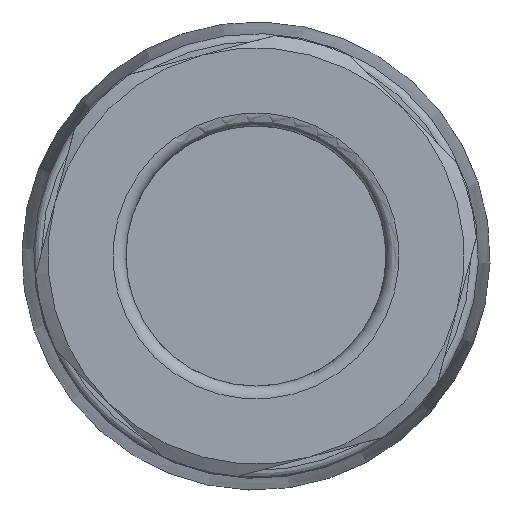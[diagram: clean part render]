
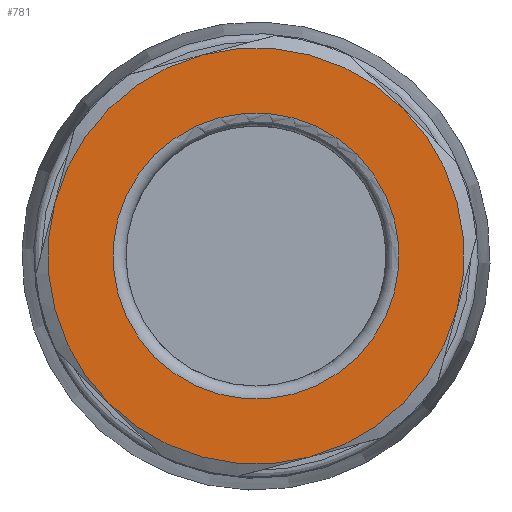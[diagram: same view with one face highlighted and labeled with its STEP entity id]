
A CAD part, front view. The second image highlights one B-rep face of the part: STEP entity #781.
In plain terms, the highlighted planar face has unit normal (0, -1, 0).
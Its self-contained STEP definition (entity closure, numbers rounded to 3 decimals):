
#655=PLANE('',#2208);
#781=ADVANCED_FACE('',(#952,#953),#655,.T.);
#952=FACE_BOUND('',#1128,.T.);
#953=FACE_BOUND('',#1129,.T.);
#1128=EDGE_LOOP('',(#1484));
#1129=EDGE_LOOP('',(#1485,#1486,#1487,#1488,#1489,#1490));
#1484=ORIENTED_EDGE('',*,*,#1885,.T.);
#1485=ORIENTED_EDGE('',*,*,#1856,.T.);
#1486=ORIENTED_EDGE('',*,*,#1858,.T.);
#1487=ORIENTED_EDGE('',*,*,#1866,.T.);
#1488=ORIENTED_EDGE('',*,*,#1870,.T.);
#1489=ORIENTED_EDGE('',*,*,#1876,.T.);
#1490=ORIENTED_EDGE('',*,*,#1882,.T.);
#1675=VERTEX_POINT('',#4039);
#1676=VERTEX_POINT('',#4041);
#1677=VERTEX_POINT('',#4048);
#1680=VERTEX_POINT('',#4072);
#1683=VERTEX_POINT('',#4082);
#1686=VERTEX_POINT('',#4099);
#1689=VERTEX_POINT('',#4126);
#1856=EDGE_CURVE('',#1676,#1675,#1994,.T.);
#1858=EDGE_CURVE('',#1675,#1677,#1995,.T.);
#1866=EDGE_CURVE('',#1677,#1680,#1997,.T.);
#1870=EDGE_CURVE('',#1680,#1683,#1999,.T.);
#1876=EDGE_CURVE('',#1683,#1686,#2001,.T.);
#1882=EDGE_CURVE('',#1686,#1676,#2003,.T.);
#1885=EDGE_CURVE('',#1689,#1689,#2004,.T.);
#1994=CIRCLE('',#2187,8.);
#1995=CIRCLE('',#2189,8.);
#1997=CIRCLE('',#2193,8.);
#1999=CIRCLE('',#2197,8.);
#2001=CIRCLE('',#2201,8.);
#2003=CIRCLE('',#2205,8.);
#2004=CIRCLE('',#2207,5.5);
#2187=AXIS2_PLACEMENT_3D('',#4040,#2632,#2633);
#2189=AXIS2_PLACEMENT_3D('',#4047,#2636,#2637);
#2193=AXIS2_PLACEMENT_3D('',#4073,#2646,#2647);
#2197=AXIS2_PLACEMENT_3D('',#4081,#2656,#2657);
#2201=AXIS2_PLACEMENT_3D('',#4098,#2666,#2667);
#2205=AXIS2_PLACEMENT_3D('',#4115,#2676,#2677);
#2207=AXIS2_PLACEMENT_3D('',#4125,#2680,#2681);
#2208=AXIS2_PLACEMENT_3D('',#4127,#2682,#2683);
#2632=DIRECTION('',(0.,-1.,0.));
#2633=DIRECTION('',(0.707,0.,-0.707));
#2636=DIRECTION('',(0.,-1.,0.));
#2637=DIRECTION('',(0.707,0.,-0.707));
#2646=DIRECTION('',(0.,-1.,0.));
#2647=DIRECTION('',(0.707,0.,-0.707));
#2656=DIRECTION('',(0.,-1.,0.));
#2657=DIRECTION('',(0.707,0.,-0.707));
#2666=DIRECTION('',(0.,-1.,0.));
#2667=DIRECTION('',(0.707,0.,-0.707));
#2676=DIRECTION('',(0.,-1.,0.));
#2677=DIRECTION('',(0.707,0.,-0.707));
#2680=DIRECTION('',(0.,1.,0.));
#2681=DIRECTION('',(0.707,0.,-0.707));
#2682=DIRECTION('',(0.,-1.,0.));
#2683=DIRECTION('',(0.707,0.,-0.707));
#4039=CARTESIAN_POINT('',(27.641,-76.,5.657));
#4040=CARTESIAN_POINT('',(21.985,-76.,0.));
#4041=CARTESIAN_POINT('',(29.712,-76.,-2.071));
#4047=CARTESIAN_POINT('',(21.985,-76.,0.));
#4048=CARTESIAN_POINT('',(19.914,-76.,7.727));
#4072=CARTESIAN_POINT('',(14.257,-76.,2.071));
#4073=CARTESIAN_POINT('',(21.985,-76.,0.));
#4081=CARTESIAN_POINT('',(21.985,-76.,0.));
#4082=CARTESIAN_POINT('',(16.328,-76.,-5.657));
#4098=CARTESIAN_POINT('',(21.985,-76.,0.));
#4099=CARTESIAN_POINT('',(24.055,-76.,-7.727));
#4115=CARTESIAN_POINT('',(21.985,-76.,0.));
#4125=CARTESIAN_POINT('',(21.985,-76.,0.));
#4126=CARTESIAN_POINT('',(25.874,-76.,-3.889));
#4127=CARTESIAN_POINT('',(15.974,-76.,6.01));
